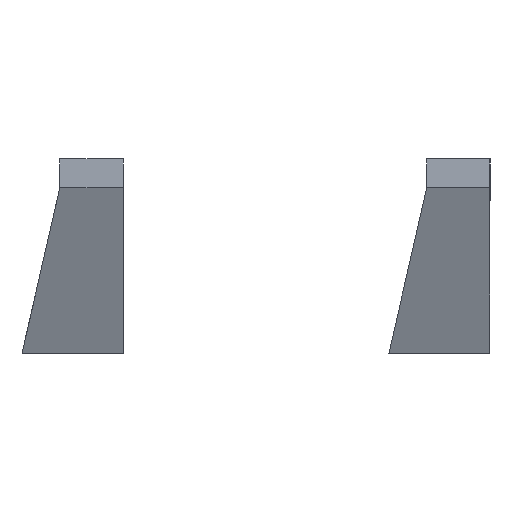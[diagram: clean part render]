
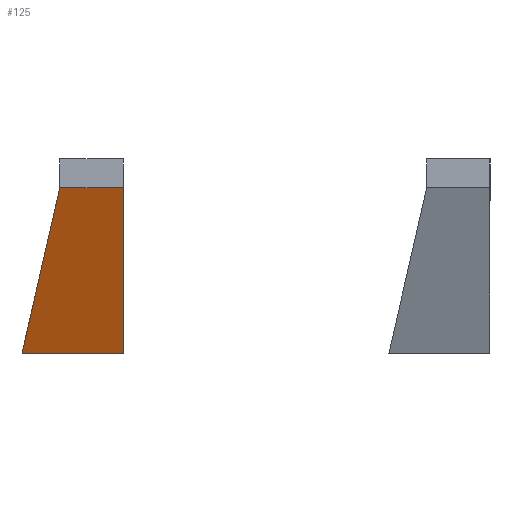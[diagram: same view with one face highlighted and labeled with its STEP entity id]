
A CAD part, left-side view. The second image highlights one B-rep face of the part: STEP entity #125.
In plain terms, the highlighted free-form (B-spline) face has degree [1, 3] with [2, 4] control points.
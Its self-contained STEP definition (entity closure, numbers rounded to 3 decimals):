
#125=ADVANCED_FACE($,(#285),#1805,.T.);
#285=FACE_OUTER_BOUND($,#445,.T.);
#445=EDGE_LOOP($,(#848,#849,#850,#851));
#848=ORIENTED_EDGE($,*,*,#1326,.T.);
#849=ORIENTED_EDGE($,*,*,#1329,.F.);
#850=ORIENTED_EDGE($,*,*,#1330,.F.);
#851=ORIENTED_EDGE($,*,*,#1328,.F.);
#1326=EDGE_CURVE($,#1580,#1583,#1998,.T.);
#1328=EDGE_CURVE($,#1580,#1584,#2000,.T.);
#1329=EDGE_CURVE($,#1585,#1583,#2001,.T.);
#1330=EDGE_CURVE($,#1584,#1585,#2002,.T.);
#1580=VERTEX_POINT($,#3312);
#1583=VERTEX_POINT($,#3315);
#1584=VERTEX_POINT($,#3316);
#1585=VERTEX_POINT($,#3317);
#1805=B_SPLINE_SURFACE_WITH_KNOTS($,1,3,((#3282,#3283,#3284,#3285),(#3286,
#3287,#3288,#3289)),.UNSPECIFIED.,.F.,.F.,.F.,(2,2),(4,4),(18.8,20.087),
(0.,5.03),.UNSPECIFIED.);
#1998=B_SPLINE_CURVE_WITH_KNOTS($,3,(#3230,#3231,#3232,#3233),.UNSPECIFIED.,
.F.,.F.,(4,4),(0.,5.03),.UNSPECIFIED.);
#2000=B_SPLINE_CURVE_WITH_KNOTS($,1,(#3238,#3239),.UNSPECIFIED.,.F.,.F.,
(2,2),(-5.113,-3.826),.UNSPECIFIED.);
#2001=B_SPLINE_CURVE_WITH_KNOTS($,1,(#3240,#3241),.UNSPECIFIED.,.F.,.F.,
(2,2),(33.774,35.06),.UNSPECIFIED.);
#2002=B_SPLINE_CURVE_WITH_KNOTS($,3,(#3242,#3243,#3244,#3245),.UNSPECIFIED.,
.F.,.F.,(4,4),(0.,5.03),.UNSPECIFIED.);
#3230=CARTESIAN_POINT($,(5.521,18.884,6.65));
#3231=CARTESIAN_POINT($,(6.15,19.234,5.123));
#3232=CARTESIAN_POINT($,(6.78,19.584,3.597));
#3233=CARTESIAN_POINT($,(7.41,19.934,2.07));
#3238=CARTESIAN_POINT($,(5.521,18.884,6.65));
#3239=CARTESIAN_POINT($,(5.521,17.134,6.65));
#3240=CARTESIAN_POINT($,(7.41,17.134,2.07));
#3241=CARTESIAN_POINT($,(7.41,19.934,2.07));
#3242=CARTESIAN_POINT($,(5.521,17.134,6.65));
#3243=CARTESIAN_POINT($,(6.15,17.134,5.123));
#3244=CARTESIAN_POINT($,(6.78,17.134,3.597));
#3245=CARTESIAN_POINT($,(7.41,17.134,2.07));
#3282=CARTESIAN_POINT($,(5.521,17.134,6.65));
#3283=CARTESIAN_POINT($,(6.15,17.134,5.123));
#3284=CARTESIAN_POINT($,(6.78,17.134,3.597));
#3285=CARTESIAN_POINT($,(7.41,17.134,2.07));
#3286=CARTESIAN_POINT($,(5.521,18.884,6.65));
#3287=CARTESIAN_POINT($,(6.15,19.234,5.123));
#3288=CARTESIAN_POINT($,(6.78,19.584,3.597));
#3289=CARTESIAN_POINT($,(7.41,19.934,2.07));
#3312=CARTESIAN_POINT($,(5.521,18.884,6.65));
#3315=CARTESIAN_POINT($,(7.41,19.934,2.07));
#3316=CARTESIAN_POINT($,(5.521,17.134,6.65));
#3317=CARTESIAN_POINT($,(7.41,17.134,2.07));
